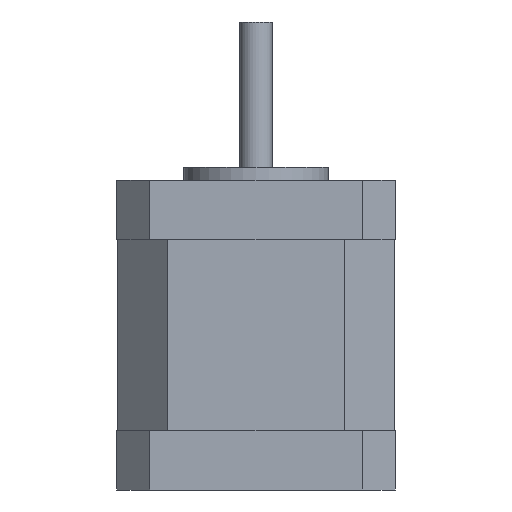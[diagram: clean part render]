
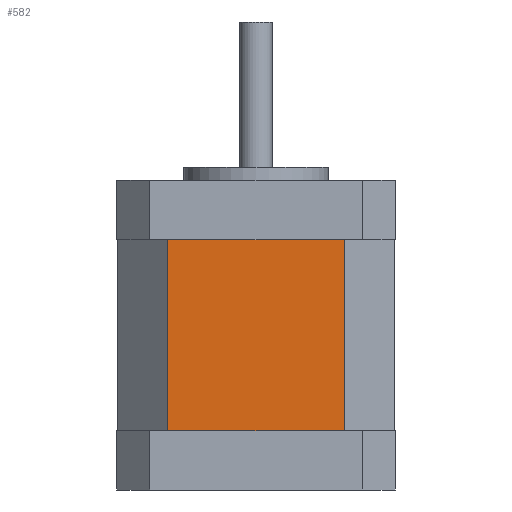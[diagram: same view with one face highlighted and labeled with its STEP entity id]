
A CAD part, front view. The second image highlights one B-rep face of the part: STEP entity #582.
In plain terms, the highlighted planar face has unit normal (0, -1, 0).
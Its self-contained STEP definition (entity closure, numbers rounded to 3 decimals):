
#158 = DIRECTION ( 'NONE',  ( 0., 0., 1. ) ) ;
#483 = VECTOR ( 'NONE', #158, 1000. ) ;
#582 = ADVANCED_FACE ( 'NONE', ( #3341 ), #6249, .T. ) ;
#696 = VECTOR ( 'NONE', #6437, 1000. ) ;
#718 = DIRECTION ( 'NONE',  ( 1., 0., 0. ) ) ;
#1097 = CARTESIAN_POINT ( 'NONE',  ( -13.422, -21.05, -9. ) ) ;
#1215 = DIRECTION ( 'NONE',  ( 0., 0., -1. ) ) ;
#1352 = EDGE_CURVE ( 'NONE', #4856, #5541, #3358, .T. ) ;
#1434 = ORIENTED_EDGE ( 'NONE', *, *, #6209, .F. ) ;
#1484 = ORIENTED_EDGE ( 'NONE', *, *, #1352, .F. ) ;
#1818 = CARTESIAN_POINT ( 'NONE',  ( -21.05, -21.05, -38. ) ) ;
#1919 = VECTOR ( 'NONE', #718, 1000. ) ;
#2017 = CARTESIAN_POINT ( 'NONE',  ( -21.05, -21.05, -9. ) ) ;
#2671 = CARTESIAN_POINT ( 'NONE',  ( 13.422, -21.05, -9. ) ) ;
#2676 = ORIENTED_EDGE ( 'NONE', *, *, #3551, .T. ) ;
#3050 = LINE ( 'NONE', #3828, #5291 ) ;
#3297 = CARTESIAN_POINT ( 'NONE',  ( 13.422, -21.05, -38. ) ) ;
#3326 = AXIS2_PLACEMENT_3D ( 'NONE', #1818, #5136, #1215 ) ;
#3341 = FACE_OUTER_BOUND ( 'NONE', #4973, .T. ) ;
#3358 = LINE ( 'NONE', #2017, #696 ) ;
#3551 = EDGE_CURVE ( 'NONE', #6270, #6096, #5720, .T. ) ;
#3553 = CARTESIAN_POINT ( 'NONE',  ( -21.05, -21.05, -38. ) ) ;
#3828 = CARTESIAN_POINT ( 'NONE',  ( 13.422, -21.05, -38. ) ) ;
#4509 = EDGE_CURVE ( 'NONE', #6270, #4856, #6284, .T. ) ;
#4856 = VERTEX_POINT ( 'NONE', #1097 ) ;
#4966 = DIRECTION ( 'NONE',  ( 0., 0., -1. ) ) ;
#4973 = EDGE_LOOP ( 'NONE', ( #1434, #1484, #6816, #2676 ) ) ;
#5136 = DIRECTION ( 'NONE',  ( 0., -1., 0. ) ) ;
#5291 = VECTOR ( 'NONE', #4966, 1000. ) ;
#5541 = VERTEX_POINT ( 'NONE', #2671 ) ;
#5701 = CARTESIAN_POINT ( 'NONE',  ( -13.422, -21.05, -38. ) ) ;
#5720 = LINE ( 'NONE', #3553, #1919 ) ;
#6096 = VERTEX_POINT ( 'NONE', #3297 ) ;
#6209 = EDGE_CURVE ( 'NONE', #5541, #6096, #3050, .T. ) ;
#6249 = PLANE ( 'NONE',  #3326 ) ;
#6270 = VERTEX_POINT ( 'NONE', #6722 ) ;
#6284 = LINE ( 'NONE', #5701, #483 ) ;
#6437 = DIRECTION ( 'NONE',  ( 1., 0., 0. ) ) ;
#6722 = CARTESIAN_POINT ( 'NONE',  ( -13.422, -21.05, -38. ) ) ;
#6816 = ORIENTED_EDGE ( 'NONE', *, *, #4509, .F. ) ;
